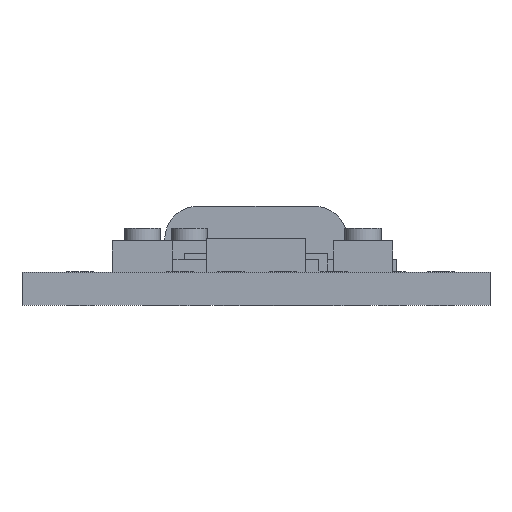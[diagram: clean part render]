
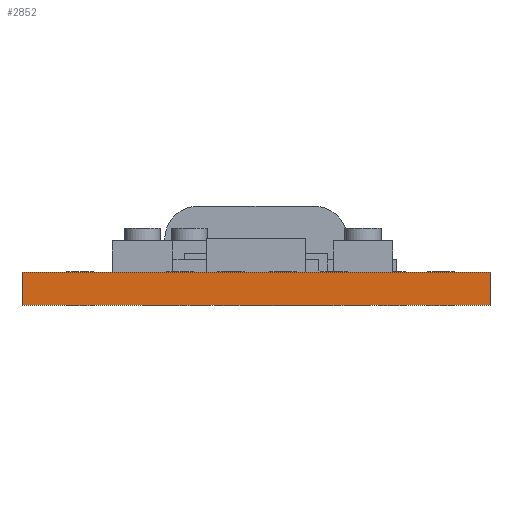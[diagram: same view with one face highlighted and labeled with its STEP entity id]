
A CAD part, front view. The second image highlights one B-rep face of the part: STEP entity #2852.
In plain terms, the highlighted planar face has unit normal (0, -1, 0).
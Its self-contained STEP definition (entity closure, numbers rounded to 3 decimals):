
#503=CARTESIAN_POINT('',(-11.468,-26.543,0.));
#504=VERTEX_POINT('',#503);
#505=CARTESIAN_POINT('',(11.468,-26.543,0.));
#506=VERTEX_POINT('',#505);
#507=CARTESIAN_POINT('',(-11.468,-26.543,0.));
#508=DIRECTION('',(1.,0.,-0.));
#509=VECTOR('',#508,22.936);
#510=LINE('',#507,#509);
#511=EDGE_CURVE('',#504,#506,#510,.T.);
#2595=CARTESIAN_POINT('',(-11.468,-26.543,1.626));
#2596=VERTEX_POINT('',#2595);
#2603=CARTESIAN_POINT('',(11.468,-26.543,1.626));
#2604=VERTEX_POINT('',#2603);
#2605=CARTESIAN_POINT('',(-11.468,-26.543,1.626));
#2606=DIRECTION('',(1.,0.,-0.));
#2607=VECTOR('',#2606,22.936);
#2608=LINE('',#2605,#2607);
#2609=EDGE_CURVE('',#2596,#2604,#2608,.T.);
#2831=CARTESIAN_POINT('',(0.,-26.543,1.626));
#2832=DIRECTION('',(0.,1.,0.));
#2833=DIRECTION('',(0.,0.,1.));
#2834=AXIS2_PLACEMENT_3D('',#2831,#2832,#2833);
#2835=PLANE('',#2834);
#2836=ORIENTED_EDGE('',*,*,#511,.T.);
#2837=CARTESIAN_POINT('',(11.468,-26.543,1.626));
#2838=DIRECTION('',(0.,0.,-1.));
#2839=VECTOR('',#2838,1.626);
#2840=LINE('',#2837,#2839);
#2841=EDGE_CURVE('',#2604,#506,#2840,.T.);
#2842=ORIENTED_EDGE('',*,*,#2841,.F.);
#2843=ORIENTED_EDGE('',*,*,#2609,.F.);
#2844=CARTESIAN_POINT('',(-11.468,-26.543,1.626));
#2845=DIRECTION('',(0.,0.,-1.));
#2846=VECTOR('',#2845,1.626);
#2847=LINE('',#2844,#2846);
#2848=EDGE_CURVE('',#2596,#504,#2847,.T.);
#2849=ORIENTED_EDGE('',*,*,#2848,.T.);
#2850=EDGE_LOOP('',(#2836,#2842,#2843,#2849));
#2851=FACE_BOUND('',#2850,.T.);
#2852=ADVANCED_FACE('',(#2851),#2835,.F.);
